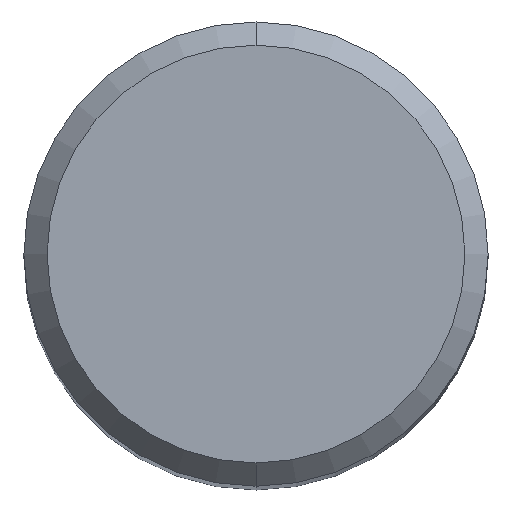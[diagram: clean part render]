
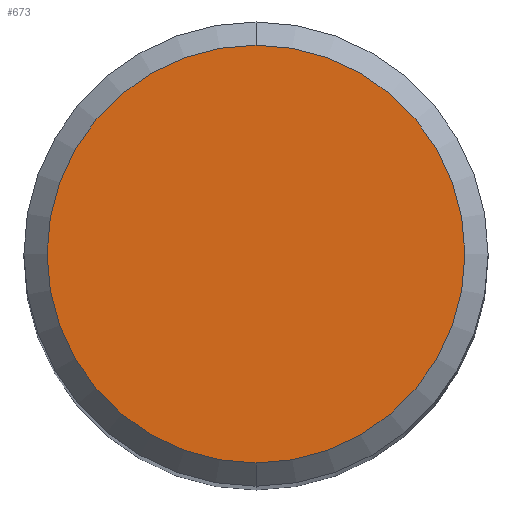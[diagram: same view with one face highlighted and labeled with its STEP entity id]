
A CAD part, top view. The second image highlights one B-rep face of the part: STEP entity #673.
In plain terms, the highlighted planar face has unit normal (0, 0, 1).
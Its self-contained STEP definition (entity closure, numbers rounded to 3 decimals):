
#335=EDGE_CURVE('',#649,#543,#908,.T.);
#543=VERTEX_POINT('',#1133);
#649=VERTEX_POINT('',#1250);
#673=ADVANCED_FACE('',(#1275),#1276,.T.);
#711=EDGE_CURVE('',#543,#649,#1319,.T.);
#908=CIRCLE('',#1577,5.4);
#1133=CARTESIAN_POINT('',(0.,-5.4,0.0));
#1250=CARTESIAN_POINT('',(0.0,5.4,0.0));
#1275=FACE_OUTER_BOUND('',#4785,.T.);
#1276=PLANE('',#4786);
#1319=CIRCLE('',#4921,5.4);
#1577=AXIS2_PLACEMENT_3D('',#6129,#6130,#6131);
#4785=EDGE_LOOP('',(#6480,#6481));
#4786=AXIS2_PLACEMENT_3D('',#6482,#6483,#6484);
#4921=AXIS2_PLACEMENT_3D('',#6540,#6541,#6542);
#6129=CARTESIAN_POINT('',(0.0,0.0,0.0));
#6130=DIRECTION('',(0.0,0.0,-1.0));
#6131=DIRECTION('',(0.0,1.0,0.0));
#6480=ORIENTED_EDGE('',*,*,#335,.F.);
#6481=ORIENTED_EDGE('',*,*,#711,.F.);
#6482=CARTESIAN_POINT('',(0.0,2.7,0.0));
#6483=DIRECTION('',(-0.0,0.0,1.0));
#6484=DIRECTION('',(0.0,-1.0,0.0));
#6540=CARTESIAN_POINT('',(0.0,0.0,0.0));
#6541=DIRECTION('',(0.0,0.0,-1.0));
#6542=DIRECTION('',(0.0,1.0,0.0));
